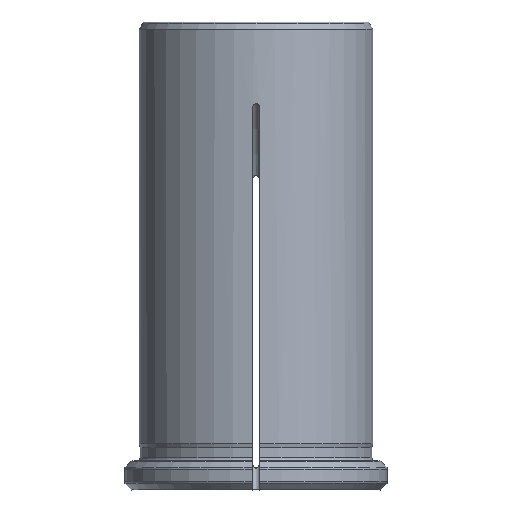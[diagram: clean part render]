
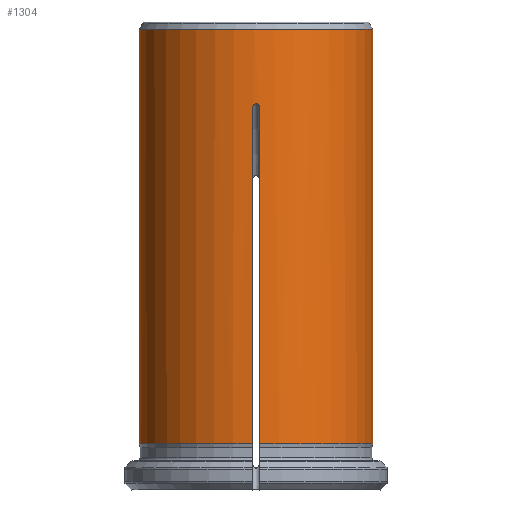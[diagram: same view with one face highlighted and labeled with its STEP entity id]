
A CAD part, front view. The second image highlights one B-rep face of the part: STEP entity #1304.
In plain terms, the highlighted cylindrical face has radius 16 mm (diameter 32 mm), a full revolution.
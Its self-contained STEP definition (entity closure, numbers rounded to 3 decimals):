
#72=LINE('',#2010,#120);
#78=LINE('',#2055,#126);
#84=LINE('',#2193,#132);
#90=LINE('',#2226,#138);
#96=LINE('',#2364,#144);
#102=LINE('',#2397,#150);
#108=LINE('',#2447,#156);
#109=LINE('',#2457,#157);
#120=VECTOR('',#1567,1000.);
#126=VECTOR('',#1575,1000.);
#132=VECTOR('',#1641,1000.);
#138=VECTOR('',#1649,1000.);
#144=VECTOR('',#1715,1000.);
#150=VECTOR('',#1723,1000.);
#156=VECTOR('',#1745,1000.);
#157=VECTOR('',#1746,1000.);
#168=CYLINDRICAL_SURFACE('',#1446,16.);
#191=B_SPLINE_CURVE_WITH_KNOTS('',3,(#1999,#2000,#2001,#2002,#2003,#2004,
#2005),.UNSPECIFIED.,.F.,.F.,(4,1,1,1,4),(0.003,0.003,
0.004,0.004,0.005),
 .UNSPECIFIED.);
#214=B_SPLINE_CURVE_WITH_KNOTS('',3,(#2182,#2183,#2184,#2185,#2186,#2187,
#2188),.UNSPECIFIED.,.F.,.F.,(4,1,1,1,4),(0.003,0.003,
0.004,0.004,0.005),
 .UNSPECIFIED.);
#234=B_SPLINE_CURVE_WITH_KNOTS('',3,(#2353,#2354,#2355,#2356,#2357,#2358,
#2359),.UNSPECIFIED.,.F.,.F.,(4,1,1,1,4),(0.003,0.003,
0.004,0.004,0.005),
 .UNSPECIFIED.);
#243=B_SPLINE_CURVE_WITH_KNOTS('',3,(#2449,#2450,#2451,#2452,#2453,#2454,
#2455),.UNSPECIFIED.,.F.,.F.,(4,1,1,1,4),(0.003,0.003,
0.004,0.004,0.005),
 .UNSPECIFIED.);
#539=ORIENTED_EDGE('',*,*,#828,.F.);
#540=ORIENTED_EDGE('',*,*,#658,.F.);
#541=ORIENTED_EDGE('',*,*,#829,.T.);
#542=ORIENTED_EDGE('',*,*,#830,.F.);
#543=ORIENTED_EDGE('',*,*,#831,.F.);
#544=ORIENTED_EDGE('',*,*,#832,.F.);
#545=ORIENTED_EDGE('',*,*,#804,.T.);
#546=ORIENTED_EDGE('',*,*,#801,.F.);
#547=ORIENTED_EDGE('',*,*,#815,.F.);
#548=ORIENTED_EDGE('',*,*,#770,.F.);
#549=ORIENTED_EDGE('',*,*,#756,.T.);
#550=ORIENTED_EDGE('',*,*,#753,.F.);
#551=ORIENTED_EDGE('',*,*,#767,.F.);
#552=ORIENTED_EDGE('',*,*,#722,.F.);
#553=ORIENTED_EDGE('',*,*,#705,.T.);
#554=ORIENTED_EDGE('',*,*,#702,.F.);
#555=ORIENTED_EDGE('',*,*,#719,.F.);
#658=EDGE_CURVE('',#860,#861,#997,.F.);
#702=EDGE_CURVE('',#900,#901,#191,.T.);
#705=EDGE_CURVE('',#902,#901,#72,.T.);
#719=EDGE_CURVE('',#861,#900,#78,.T.);
#722=EDGE_CURVE('',#902,#909,#1019,.F.);
#753=EDGE_CURVE('',#932,#933,#214,.T.);
#756=EDGE_CURVE('',#934,#933,#84,.T.);
#767=EDGE_CURVE('',#909,#932,#90,.T.);
#770=EDGE_CURVE('',#934,#941,#1035,.F.);
#801=EDGE_CURVE('',#964,#965,#234,.T.);
#804=EDGE_CURVE('',#966,#965,#96,.T.);
#815=EDGE_CURVE('',#941,#964,#102,.T.);
#828=EDGE_CURVE('',#982,#982,#1054,.F.);
#829=EDGE_CURVE('',#860,#983,#108,.T.);
#830=EDGE_CURVE('',#984,#983,#243,.T.);
#831=EDGE_CURVE('',#985,#984,#109,.T.);
#832=EDGE_CURVE('',#966,#985,#1055,.F.);
#860=VERTEX_POINT('',#1835);
#861=VERTEX_POINT('',#1837);
#900=VERTEX_POINT('',#1998);
#901=VERTEX_POINT('',#2006);
#902=VERTEX_POINT('',#2011);
#909=VERTEX_POINT('',#2061);
#932=VERTEX_POINT('',#2181);
#933=VERTEX_POINT('',#2189);
#934=VERTEX_POINT('',#2194);
#941=VERTEX_POINT('',#2232);
#964=VERTEX_POINT('',#2352);
#965=VERTEX_POINT('',#2360);
#966=VERTEX_POINT('',#2365);
#982=VERTEX_POINT('',#2446);
#983=VERTEX_POINT('',#2448);
#984=VERTEX_POINT('',#2456);
#985=VERTEX_POINT('',#2458);
#997=CIRCLE('',#1343,16.);
#1019=CIRCLE('',#1380,16.);
#1035=CIRCLE('',#1411,16.);
#1054=CIRCLE('',#1447,16.);
#1055=CIRCLE('',#1448,16.);
#1123=EDGE_LOOP('',(#539));
#1124=EDGE_LOOP('',(#540,#541,#542,#543,#544,#545,#546,#547,#548,#549,#550,
#551,#552,#553,#554,#555));
#1209=FACE_BOUND('',#1123,.T.);
#1210=FACE_BOUND('',#1124,.T.);
#1304=ADVANCED_FACE('',(#1209,#1210),#168,.T.);
#1343=AXIS2_PLACEMENT_3D('',#1836,#1492,#1493);
#1380=AXIS2_PLACEMENT_3D('',#2060,#1581,#1582);
#1411=AXIS2_PLACEMENT_3D('',#2231,#1655,#1656);
#1446=AXIS2_PLACEMENT_3D('',#2444,#1741,#1742);
#1447=AXIS2_PLACEMENT_3D('',#2445,#1743,#1744);
#1448=AXIS2_PLACEMENT_3D('',#2459,#1747,#1748);
#1492=DIRECTION('',(0.,0.,1.));
#1493=DIRECTION('',(1.,0.,0.));
#1567=DIRECTION('',(0.,0.,1.));
#1575=DIRECTION('',(0.,0.,1.));
#1581=DIRECTION('',(0.,0.,1.));
#1582=DIRECTION('',(1.,0.,0.));
#1641=DIRECTION('',(0.,0.,1.));
#1649=DIRECTION('',(0.,0.,1.));
#1655=DIRECTION('',(0.,0.,1.));
#1656=DIRECTION('',(1.,0.,0.));
#1715=DIRECTION('',(0.,0.,1.));
#1723=DIRECTION('',(0.,0.,1.));
#1741=DIRECTION('',(0.,0.,1.));
#1742=DIRECTION('',(1.,0.,0.));
#1743=DIRECTION('',(0.,0.,-1.));
#1744=DIRECTION('',(-1.,0.,0.));
#1745=DIRECTION('',(0.,0.,1.));
#1746=DIRECTION('',(0.,0.,1.));
#1747=DIRECTION('',(0.,0.,1.));
#1748=DIRECTION('',(1.,0.,0.));
#1835=CARTESIAN_POINT('',(15.992,-0.5,2.313));
#1836=CARTESIAN_POINT('',(0.,0.,2.313));
#1837=CARTESIAN_POINT('',(0.5,-15.992,2.313));
#1998=CARTESIAN_POINT('',(0.5,-15.992,48.156));
#1999=CARTESIAN_POINT('',(0.5,-15.992,48.156));
#2000=CARTESIAN_POINT('',(0.5,-15.992,48.312));
#2001=CARTESIAN_POINT('',(0.436,-15.995,48.624));
#2002=CARTESIAN_POINT('',(-0.001,-16.003,48.944));
#2003=CARTESIAN_POINT('',(-0.436,-15.995,48.624));
#2004=CARTESIAN_POINT('',(-0.5,-15.992,48.312));
#2005=CARTESIAN_POINT('',(-0.5,-15.992,48.156));
#2006=CARTESIAN_POINT('',(-0.5,-15.992,48.156));
#2010=CARTESIAN_POINT('',(-0.5,-15.992,60.));
#2011=CARTESIAN_POINT('',(-0.5,-15.992,2.313));
#2055=CARTESIAN_POINT('',(0.5,-15.992,60.));
#2060=CARTESIAN_POINT('',(0.,0.,2.313));
#2061=CARTESIAN_POINT('',(-15.992,-0.5,2.313));
#2181=CARTESIAN_POINT('',(-15.992,-0.5,48.156));
#2182=CARTESIAN_POINT('',(-15.992,-0.5,48.156));
#2183=CARTESIAN_POINT('',(-15.992,-0.5,48.312));
#2184=CARTESIAN_POINT('',(-15.995,-0.436,48.624));
#2185=CARTESIAN_POINT('',(-16.003,0.001,48.944));
#2186=CARTESIAN_POINT('',(-15.995,0.436,48.624));
#2187=CARTESIAN_POINT('',(-15.992,0.5,48.312));
#2188=CARTESIAN_POINT('',(-15.992,0.5,48.156));
#2189=CARTESIAN_POINT('',(-15.992,0.5,48.156));
#2193=CARTESIAN_POINT('',(-15.992,0.5,60.));
#2194=CARTESIAN_POINT('',(-15.992,0.5,2.313));
#2226=CARTESIAN_POINT('',(-15.992,-0.5,60.));
#2231=CARTESIAN_POINT('',(0.,0.,2.313));
#2232=CARTESIAN_POINT('',(-0.5,15.992,2.313));
#2352=CARTESIAN_POINT('',(-0.5,15.992,48.156));
#2353=CARTESIAN_POINT('',(-0.5,15.992,48.156));
#2354=CARTESIAN_POINT('',(-0.5,15.992,48.312));
#2355=CARTESIAN_POINT('',(-0.436,15.995,48.624));
#2356=CARTESIAN_POINT('',(0.001,16.003,48.944));
#2357=CARTESIAN_POINT('',(0.436,15.995,48.624));
#2358=CARTESIAN_POINT('',(0.5,15.992,48.312));
#2359=CARTESIAN_POINT('',(0.5,15.992,48.156));
#2360=CARTESIAN_POINT('',(0.5,15.992,48.156));
#2364=CARTESIAN_POINT('',(0.5,15.992,60.));
#2365=CARTESIAN_POINT('',(0.5,15.992,2.313));
#2397=CARTESIAN_POINT('',(-0.5,15.992,60.));
#2444=CARTESIAN_POINT('',(0.,0.,60.));
#2445=CARTESIAN_POINT('',(0.,0.,58.986));
#2446=CARTESIAN_POINT('',(-16.,0.,58.986));
#2447=CARTESIAN_POINT('',(15.992,-0.5,60.));
#2448=CARTESIAN_POINT('',(15.992,-0.5,48.156));
#2449=CARTESIAN_POINT('',(15.992,0.5,48.156));
#2450=CARTESIAN_POINT('',(15.992,0.5,48.312));
#2451=CARTESIAN_POINT('',(15.995,0.436,48.624));
#2452=CARTESIAN_POINT('',(16.003,-0.001,48.944));
#2453=CARTESIAN_POINT('',(15.995,-0.436,48.624));
#2454=CARTESIAN_POINT('',(15.992,-0.5,48.312));
#2455=CARTESIAN_POINT('',(15.992,-0.5,48.156));
#2456=CARTESIAN_POINT('',(15.992,0.5,48.156));
#2457=CARTESIAN_POINT('',(15.992,0.5,60.));
#2458=CARTESIAN_POINT('',(15.992,0.5,2.313));
#2459=CARTESIAN_POINT('',(0.,0.,2.313));
